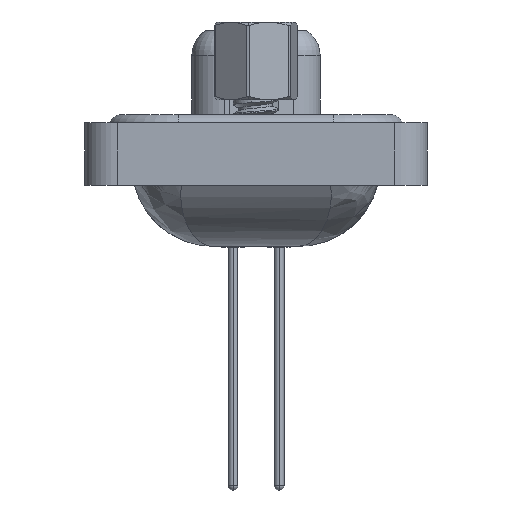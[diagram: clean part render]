
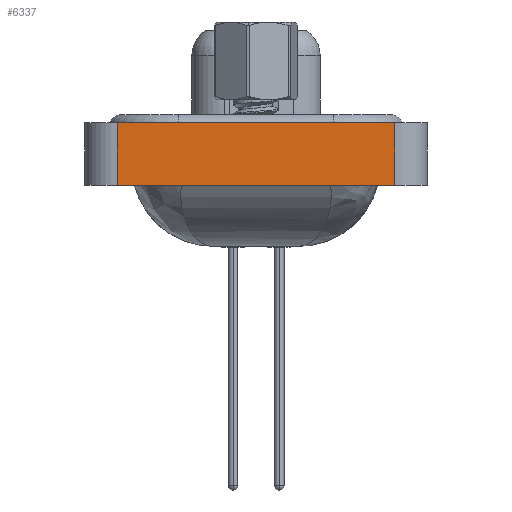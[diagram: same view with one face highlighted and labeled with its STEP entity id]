
A CAD part, left-side view. The second image highlights one B-rep face of the part: STEP entity #6337.
In plain terms, the highlighted planar face has unit normal (-1, 0, 0).
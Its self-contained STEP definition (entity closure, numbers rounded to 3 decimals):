
#767 = EDGE_LOOP ( 'NONE', ( #24084, #10387, #780, #4017 ) ) ;
#780 = ORIENTED_EDGE ( 'NONE', *, *, #6207, .F. ) ;
#945 = VERTEX_POINT ( 'NONE', #5410 ) ;
#1865 = VECTOR ( 'NONE', #5815, 1000. ) ;
#3695 = VERTEX_POINT ( 'NONE', #11632 ) ;
#4017 = ORIENTED_EDGE ( 'NONE', *, *, #23015, .T. ) ;
#4221 = LINE ( 'NONE', #13158, #11178 ) ;
#5296 = VERTEX_POINT ( 'NONE', #28036 ) ;
#5410 = CARTESIAN_POINT ( 'NONE',  ( -7.225, -8.55, -3.35 ) ) ;
#5803 = EDGE_CURVE ( 'NONE', #945, #27679, #16568, .T. ) ;
#5815 = DIRECTION ( 'NONE',  ( 0., -1., 0. ) ) ;
#6207 = EDGE_CURVE ( 'NONE', #5296, #3695, #22081, .T. ) ;
#6337 = ADVANCED_FACE ( 'NONE', ( #9161 ), #20023, .T. ) ;
#6536 = VECTOR ( 'NONE', #7753, 1000. ) ;
#7753 = DIRECTION ( 'NONE',  ( 0., 0., 1. ) ) ;
#7967 = CARTESIAN_POINT ( 'NONE',  ( -7.225, -8.55, 0.5 ) ) ;
#8875 = DIRECTION ( 'NONE',  ( 0., 0., 1. ) ) ;
#9161 = FACE_OUTER_BOUND ( 'NONE', #767, .T. ) ;
#10387 = ORIENTED_EDGE ( 'NONE', *, *, #17876, .F. ) ;
#11178 = VECTOR ( 'NONE', #17869, 1000. ) ;
#11632 = CARTESIAN_POINT ( 'NONE',  ( -7.225, 8.55, 0.5 ) ) ;
#12153 = AXIS2_PLACEMENT_3D ( 'NONE', #26787, #28988, #8875 ) ;
#13158 = CARTESIAN_POINT ( 'NONE',  ( -7.225, -8.55, 0.5 ) ) ;
#14902 = LINE ( 'NONE', #23858, #1865 ) ;
#15483 = DIRECTION ( 'NONE',  ( 0., 0., 1. ) ) ;
#16568 = LINE ( 'NONE', #23287, #6536 ) ;
#17869 = DIRECTION ( 'NONE',  ( 0., -1., 0. ) ) ;
#17876 = EDGE_CURVE ( 'NONE', #3695, #27679, #4221, .T. ) ;
#20023 = PLANE ( 'NONE',  #12153 ) ;
#22081 = LINE ( 'NONE', #23995, #22939 ) ;
#22939 = VECTOR ( 'NONE', #15483, 1000. ) ;
#23015 = EDGE_CURVE ( 'NONE', #5296, #945, #14902, .T. ) ;
#23287 = CARTESIAN_POINT ( 'NONE',  ( -7.225, -8.55, -3.35 ) ) ;
#23858 = CARTESIAN_POINT ( 'NONE',  ( -7.225, -8.55, -3.35 ) ) ;
#23995 = CARTESIAN_POINT ( 'NONE',  ( -7.225, 8.55, -3.35 ) ) ;
#24084 = ORIENTED_EDGE ( 'NONE', *, *, #5803, .T. ) ;
#26787 = CARTESIAN_POINT ( 'NONE',  ( -7.225, -8.55, -3.35 ) ) ;
#27679 = VERTEX_POINT ( 'NONE', #7967 ) ;
#28036 = CARTESIAN_POINT ( 'NONE',  ( -7.225, 8.55, -3.35 ) ) ;
#28988 = DIRECTION ( 'NONE',  ( -1., 0., 0. ) ) ;
